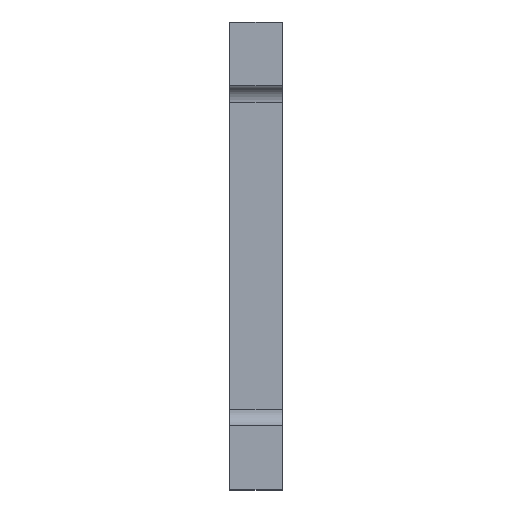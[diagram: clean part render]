
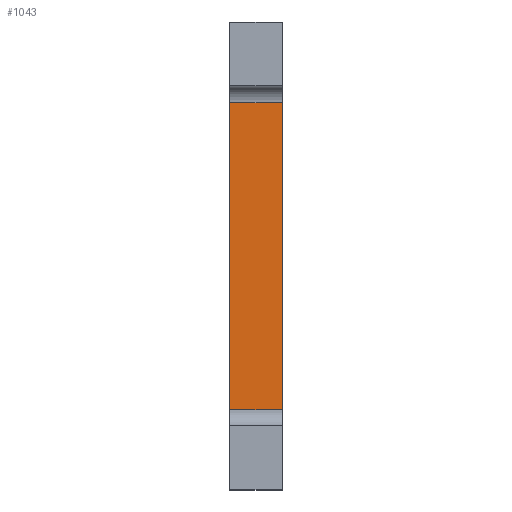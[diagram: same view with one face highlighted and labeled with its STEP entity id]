
A CAD part, top view. The second image highlights one B-rep face of the part: STEP entity #1043.
In plain terms, the highlighted planar face has unit normal (0, 0, 1).
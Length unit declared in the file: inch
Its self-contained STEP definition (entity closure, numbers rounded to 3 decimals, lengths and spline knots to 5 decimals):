
#11=DIRECTION('',(0.,-1.,0.));
#12=VECTOR('',#11,1.136);
#13=CARTESIAN_POINT('',(0.,0.568,-0.35706));
#14=LINE('',#13,#12);
#111=DIRECTION('',(0.,-1.,0.));
#112=VECTOR('',#111,1.136);
#113=CARTESIAN_POINT('',(0.196,0.568,-0.35706));
#114=LINE('',#113,#112);
#253=DIRECTION('',(1.,0.,0.));
#254=VECTOR('',#253,0.196);
#255=CARTESIAN_POINT('',(0.,0.568,-0.35706));
#256=LINE('',#255,#254);
#257=DIRECTION('',(1.,0.,0.));
#258=VECTOR('',#257,0.196);
#259=CARTESIAN_POINT('',(0.,-0.568,-0.35706));
#260=LINE('',#259,#258);
#715=CARTESIAN_POINT('',(0.,0.568,-0.35706));
#716=CARTESIAN_POINT('',(0.196,0.568,-0.35706));
#717=VERTEX_POINT('',#715);
#718=VERTEX_POINT('',#716);
#727=CARTESIAN_POINT('',(0.,-0.568,-0.35706));
#728=CARTESIAN_POINT('',(0.196,-0.568,-0.35706));
#729=VERTEX_POINT('',#727);
#730=VERTEX_POINT('',#728);
#1031=CARTESIAN_POINT('',(0.,0.63,-0.35706));
#1032=DIRECTION('',(0.,0.,1.));
#1033=DIRECTION('',(0.,-1.,0.));
#1034=AXIS2_PLACEMENT_3D('',#1031,#1032,#1033);
#1035=PLANE('',#1034);
#1037=ORIENTED_EDGE('',*,*,#1036,.T.);
#1038=ORIENTED_EDGE('',*,*,#832,.T.);
#1039=ORIENTED_EDGE('',*,*,#1025,.F.);
#1040=ORIENTED_EDGE('',*,*,#760,.F.);
#1041=EDGE_LOOP('',(#1037,#1038,#1039,#1040));
#1042=FACE_OUTER_BOUND('',#1041,.F.);
#1043=ADVANCED_FACE('',(#1042),#1035,.T.);
#760=EDGE_CURVE('',#717,#729,#14,.T.);
#832=EDGE_CURVE('',#718,#730,#114,.T.);
#1025=EDGE_CURVE('',#729,#730,#260,.T.);
#1036=EDGE_CURVE('',#717,#718,#256,.T.);
